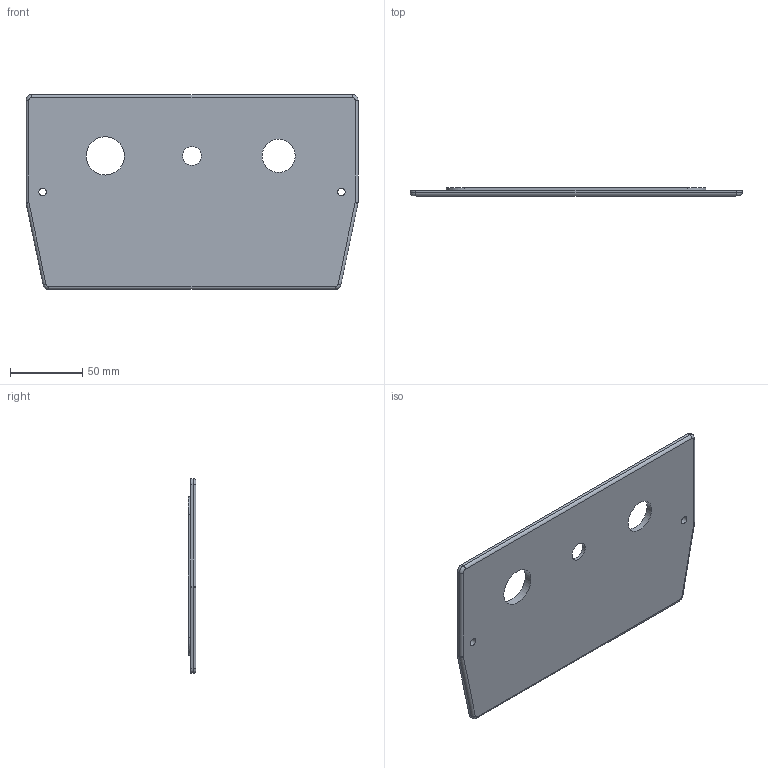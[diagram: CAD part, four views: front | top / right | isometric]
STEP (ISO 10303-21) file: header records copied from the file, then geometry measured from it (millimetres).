
FILE_DESCRIPTION(/* description */ (''),/* implementation_level */ '2;1');
FILE_NAME(/* name */ 'CableCover_STEP.step',/* time_stamp */ '2020-05-12T16:14:00-04:00',/* author */ (''),/* organization */ (''),/* preprocessor_version */ 'ST-DEVELOPER v18.1',/* originating_system */ 'Autodesk Translation Framework v9.2.0.1227',/* authorisation */ '');
FILE_SCHEMA (('AUTOMOTIVE_DESIGN { 1 0 10303 214 3 1 1 }'));
Length unit declared in the file: millimetre
Products named in the file (1): CableCover
Bounding box: 230 x 5.5 x 135 mm (x, y, z)
Volume: 141913.6 mm3; surface area: 62711.4 mm2
Topology: 1 solids, 1 shells, 44 faces, 112 edges, 73 vertices
Faces by surface type: cylinder 23, plane 15, bspline 6
Full cylindrical faces by diameter (mm): 5.3 x2, 13 x1, 23 x1, 25 x1, 26.5 x1, 40 x1
Entity records: 1439 total; most frequent: CARTESIAN_POINT 278, DIRECTION 249, ORIENTED_EDGE 224, EDGE_CURVE 112, AXIS2_PLACEMENT_3D 98, VERTEX_POINT 73, CIRCLE 59, EDGE_LOOP 57
